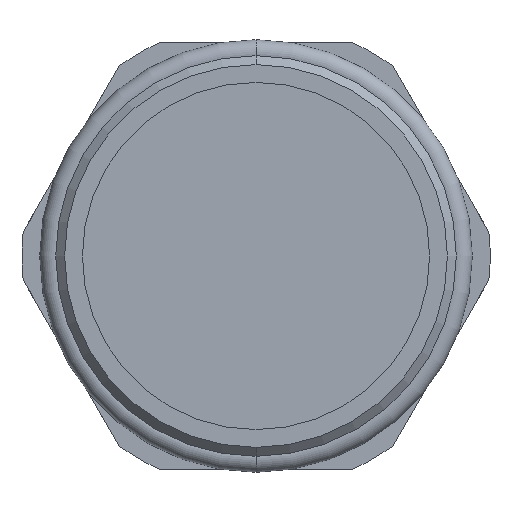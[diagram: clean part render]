
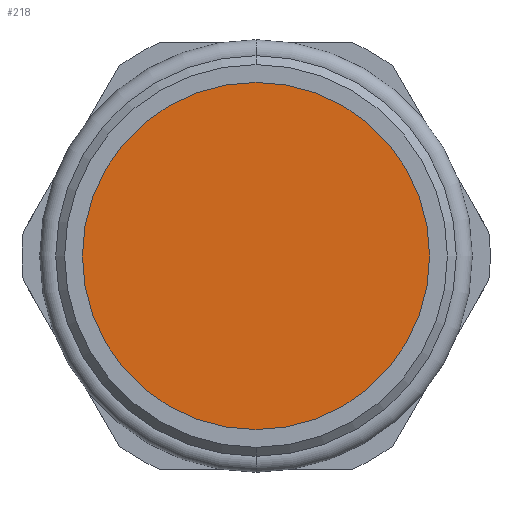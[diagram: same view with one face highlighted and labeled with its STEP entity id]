
A CAD part, front view. The second image highlights one B-rep face of the part: STEP entity #218.
In plain terms, the highlighted planar face has unit normal (0, -1, 0).
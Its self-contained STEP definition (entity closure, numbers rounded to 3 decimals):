
#20 = VERTEX_POINT ( 'NONE', #311 ) ;
#21 = VERTEX_POINT ( 'NONE', #308 ) ;
#29 = EDGE_CURVE ( 'NONE', #20, #21, #387, .T. ) ;
#146 = EDGE_CURVE ( 'NONE', #21, #20, #550, .T. ) ;
#148 = ORIENTED_EDGE ( 'NONE', *, *, #29, .T. ) ;
#218 = ADVANCED_FACE ( 'NONE', ( #914 ), #913, .F. ) ;
#220 = EDGE_LOOP ( 'NONE', ( #249, #148 ) ) ;
#249 = ORIENTED_EDGE ( 'NONE', *, *, #146, .T. ) ;
#308 = CARTESIAN_POINT ( 'NONE',  ( 0., -1.5, -9.75 ) ) ;
#311 = CARTESIAN_POINT ( 'NONE',  ( 0., -1.5, 9.75 ) ) ;
#378 = DIRECTION ( 'NONE',  ( 0., 0., -1. ) ) ;
#379 = DIRECTION ( 'NONE',  ( 0., -1., 0. ) ) ;
#380 = CARTESIAN_POINT ( 'NONE',  ( 0., -1.5, 0. ) ) ;
#381 = AXIS2_PLACEMENT_3D ( 'NONE', #380, #379, #378 ) ;
#387 = CIRCLE ( 'NONE', #381, 9.75 ) ;
#547 = DIRECTION ( 'NONE',  ( 0., 0., -1. ) ) ;
#548 = DIRECTION ( 'NONE',  ( 0., -1., 0. ) ) ;
#549 = CARTESIAN_POINT ( 'NONE',  ( 0., -1.5, 0. ) ) ;
#550 = CIRCLE ( 'NONE', #689, 9.75 ) ;
#689 = AXIS2_PLACEMENT_3D ( 'NONE', #549, #548, #547 ) ;
#878 = DIRECTION ( 'NONE',  ( 0., 0., 1. ) ) ;
#879 = DIRECTION ( 'NONE',  ( 0., 1., 0. ) ) ;
#880 = CARTESIAN_POINT ( 'NONE',  ( -9.75, -1.5, 0. ) ) ;
#882 = AXIS2_PLACEMENT_3D ( 'NONE', #880, #879, #878 ) ;
#913 = PLANE ( 'NONE',  #882 ) ;
#914 = FACE_OUTER_BOUND ( 'NONE', #220, .T. ) ;
